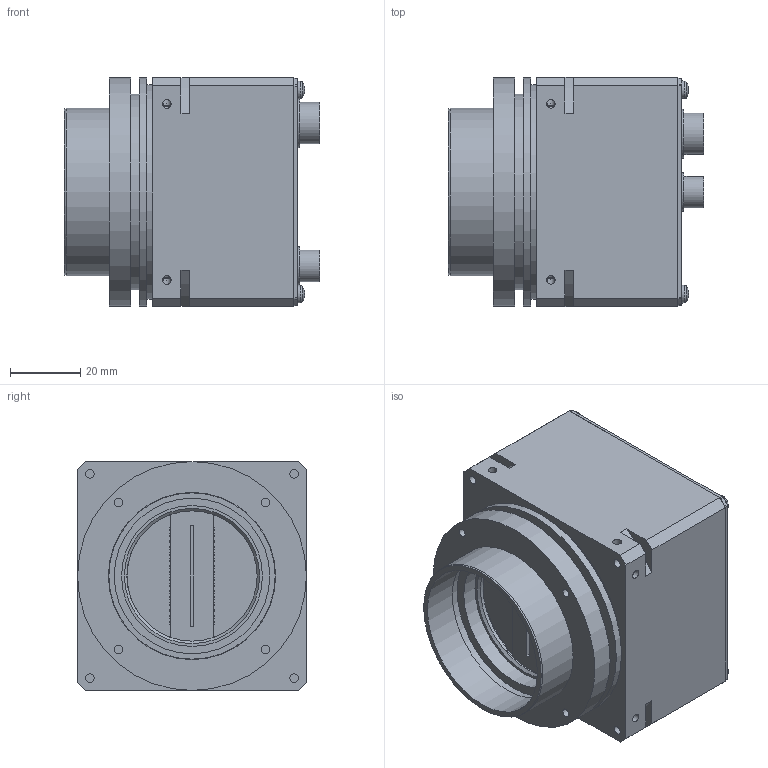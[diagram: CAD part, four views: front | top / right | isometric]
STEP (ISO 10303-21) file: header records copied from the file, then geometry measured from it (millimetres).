
FILE_DESCRIPTION(/* description */ (''),/* implementation_level */ '2;1');
FILE_NAME(/* name */ '981112091300_Shrinkwrap_1.stp',/* time_stamp */ '2019-09-25T12:14:22+02:00',/* author */ ('trapp'),/* organization */ (''),/* preprocessor_version */ 'ST-DEVELOPER v17.2',/* originating_system */ 'Autodesk Inventor 2019',/* authorisation */ '');
FILE_SCHEMA (('AUTOMOTIVE_DESIGN { 1 0 10303 214 3 1 1 }'));
Length unit declared in the file: millimetre
Products named in the file (1): 981112091300_Shrinkwrap_1
Bounding box: 72.5 x 65 x 65 mm (x, y, z)
Volume: 200722.4 mm3; surface area: 35249.4 mm2
Topology: 3 solids, 11 shells, 636 faces, 1727 edges, 1124 vertices
Faces by surface type: plane 358, cylinder 162, cone 78, torus 20, bspline 12, sphere 6
Full cylindrical faces by diameter (mm): 0.5 x6, 0.636 x12, 1.567 x2, 2.013 x8, 2.459 x16, 5 x4, 8.9 x1, 11 x2, 11.8 x1, 12 x1, 14 x1, 15 x1, 37 x1, 40 x1, 44.188 x1, 45.3 x1, 46 x1, 47.5 x1, 55.6 x1, 61 x1, 65 x2
Entity records: 21999 total; most frequent: CARTESIAN_POINT 5004, ORIENTED_EDGE 3418, DIRECTION 3359, EDGE_CURVE 1709, AXIS2_PLACEMENT_3D 1155, VERTEX_POINT 1124, LINE 1049, VECTOR 1049
